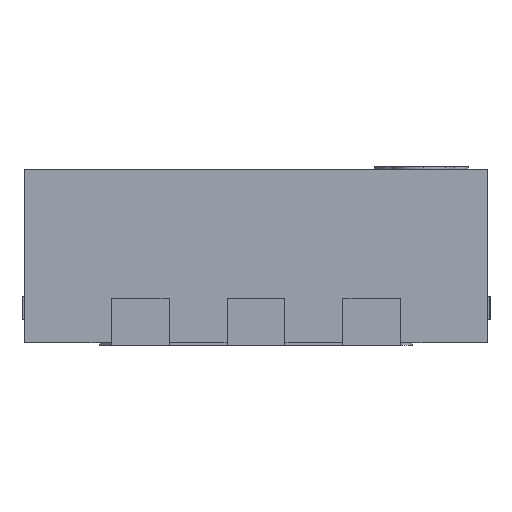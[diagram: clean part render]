
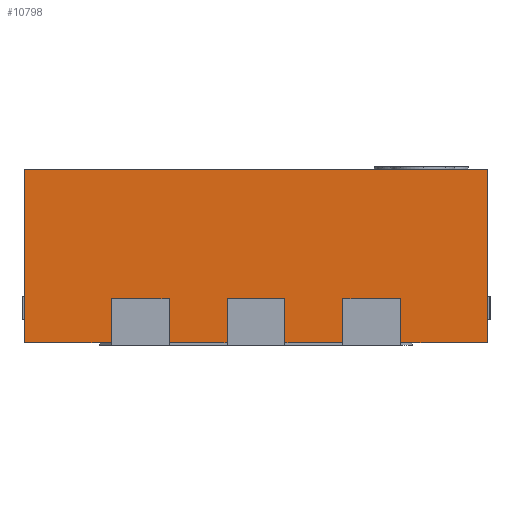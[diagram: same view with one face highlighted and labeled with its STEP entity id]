
A CAD part, front view. The second image highlights one B-rep face of the part: STEP entity #10798.
In plain terms, the highlighted planar face has unit normal (0, -1, 0).
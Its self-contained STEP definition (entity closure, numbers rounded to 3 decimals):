
#139 = ORIENTED_EDGE ( 'NONE', *, *, #10962, .T. ) ;
#144 = CARTESIAN_POINT ( 'NONE',  ( 1., -1.5, -0.75 ) ) ;
#148 = LINE ( 'NONE', #4655, #2503 ) ;
#325 = VECTOR ( 'NONE', #1658, 1000. ) ;
#515 = VECTOR ( 'NONE', #5239, 1000. ) ;
#527 = EDGE_CURVE ( 'NONE', #2985, #7950, #1575, .T. ) ;
#682 = ORIENTED_EDGE ( 'NONE', *, *, #3694, .T. ) ;
#713 = EDGE_CURVE ( 'NONE', #7112, #10094, #7039, .T. ) ;
#717 = CARTESIAN_POINT ( 'NONE',  ( -1., -1.5, -0.75 ) ) ;
#842 = VECTOR ( 'NONE', #9685, 1000. ) ;
#847 = VERTEX_POINT ( 'NONE', #4024 ) ;
#861 = VERTEX_POINT ( 'NONE', #14177 ) ;
#942 = VECTOR ( 'NONE', #13910, 1000. ) ;
#1084 = VERTEX_POINT ( 'NONE', #8317 ) ;
#1276 = ORIENTED_EDGE ( 'NONE', *, *, #527, .T. ) ;
#1372 = AXIS2_PLACEMENT_3D ( 'NONE', #12341, #11195, #12265 ) ;
#1538 = CARTESIAN_POINT ( 'NONE',  ( -1., -1.5, 0. ) ) ;
#1575 = LINE ( 'NONE', #10582, #325 ) ;
#1658 = DIRECTION ( 'NONE',  ( 1., 0., 0. ) ) ;
#1888 = CARTESIAN_POINT ( 'NONE',  ( -0.625, -1.5, -0.56 ) ) ;
#2030 = CARTESIAN_POINT ( 'NONE',  ( 0.125, -1.5, -0.56 ) ) ;
#2128 = VERTEX_POINT ( 'NONE', #8320 ) ;
#2257 = ORIENTED_EDGE ( 'NONE', *, *, #3725, .T. ) ;
#2312 = VECTOR ( 'NONE', #11603, 1000. ) ;
#2467 = ORIENTED_EDGE ( 'NONE', *, *, #9425, .T. ) ;
#2486 = CARTESIAN_POINT ( 'NONE',  ( 0.625, -1.5, -0.56 ) ) ;
#2503 = VECTOR ( 'NONE', #3648, 1000. ) ;
#2565 = VERTEX_POINT ( 'NONE', #1538 ) ;
#2679 = ORIENTED_EDGE ( 'NONE', *, *, #6986, .T. ) ;
#2751 = LINE ( 'NONE', #13859, #12652 ) ;
#2770 = VERTEX_POINT ( 'NONE', #2486 ) ;
#2868 = LINE ( 'NONE', #6403, #515 ) ;
#2985 = VERTEX_POINT ( 'NONE', #5328 ) ;
#3091 = EDGE_CURVE ( 'NONE', #2565, #8266, #7632, .T. ) ;
#3267 = LINE ( 'NONE', #13198, #4530 ) ;
#3373 = CARTESIAN_POINT ( 'NONE',  ( 1., -1.5, 0. ) ) ;
#3380 = VECTOR ( 'NONE', #9152, 1000. ) ;
#3431 = DIRECTION ( 'NONE',  ( 0., 0., 1. ) ) ;
#3518 = VERTEX_POINT ( 'NONE', #8630 ) ;
#3648 = DIRECTION ( 'NONE',  ( 1., 0., 0. ) ) ;
#3689 = VERTEX_POINT ( 'NONE', #7302 ) ;
#3694 = EDGE_CURVE ( 'NONE', #3518, #5097, #2751, .T. ) ;
#3725 = EDGE_CURVE ( 'NONE', #2770, #3518, #3267, .T. ) ;
#3985 = CARTESIAN_POINT ( 'NONE',  ( -0.375, -1.5, -0.76 ) ) ;
#3989 = DIRECTION ( 'NONE',  ( 1., 0., 0. ) ) ;
#4024 = CARTESIAN_POINT ( 'NONE',  ( -0.375, -1.5, -0.56 ) ) ;
#4158 = VECTOR ( 'NONE', #3989, 1000. ) ;
#4171 = EDGE_CURVE ( 'NONE', #1084, #7112, #6418, .T. ) ;
#4180 = CARTESIAN_POINT ( 'NONE',  ( -0.625, -1.5, -0.75 ) ) ;
#4530 = VECTOR ( 'NONE', #6361, 1000. ) ;
#4546 = CARTESIAN_POINT ( 'NONE',  ( 0.375, -1.5, -0.56 ) ) ;
#4655 = CARTESIAN_POINT ( 'NONE',  ( 0.625, -1.5, -0.56 ) ) ;
#4771 = DIRECTION ( 'NONE',  ( 0., 0., 1. ) ) ;
#4876 = ORIENTED_EDGE ( 'NONE', *, *, #4171, .T. ) ;
#4967 = LINE ( 'NONE', #3985, #2312 ) ;
#4981 = EDGE_CURVE ( 'NONE', #2128, #3689, #5248, .T. ) ;
#5019 = LINE ( 'NONE', #12724, #9714 ) ;
#5024 = CARTESIAN_POINT ( 'NONE',  ( -0.625, -1.5, -0.76 ) ) ;
#5097 = VERTEX_POINT ( 'NONE', #8935 ) ;
#5239 = DIRECTION ( 'NONE',  ( 0., 0., 1. ) ) ;
#5248 = LINE ( 'NONE', #717, #4158 ) ;
#5328 = CARTESIAN_POINT ( 'NONE',  ( 0.125, -1.5, -0.75 ) ) ;
#5589 = PLANE ( 'NONE',  #1372 ) ;
#6196 = VECTOR ( 'NONE', #4771, 1000. ) ;
#6312 = ORIENTED_EDGE ( 'NONE', *, *, #14154, .T. ) ;
#6361 = DIRECTION ( 'NONE',  ( 0., 0., -1. ) ) ;
#6403 = CARTESIAN_POINT ( 'NONE',  ( 0.375, -1.5, -0.76 ) ) ;
#6418 = LINE ( 'NONE', #12966, #842 ) ;
#6440 = DIRECTION ( 'NONE',  ( 1., 0., 0. ) ) ;
#6509 = ORIENTED_EDGE ( 'NONE', *, *, #3091, .F. ) ;
#6561 = ORIENTED_EDGE ( 'NONE', *, *, #4981, .T. ) ;
#6703 = ORIENTED_EDGE ( 'NONE', *, *, #13058, .T. ) ;
#6704 = ORIENTED_EDGE ( 'NONE', *, *, #12109, .T. ) ;
#6986 = EDGE_CURVE ( 'NONE', #10094, #847, #7423, .T. ) ;
#7001 = EDGE_CURVE ( 'NONE', #847, #2128, #4967, .T. ) ;
#7039 = LINE ( 'NONE', #5024, #3380 ) ;
#7112 = VERTEX_POINT ( 'NONE', #4180 ) ;
#7216 = EDGE_LOOP ( 'NONE', ( #12010, #6561, #6704, #139, #11489, #1276, #6703, #6312, #2257, #682, #2467, #6509, #13214, #4876, #11804, #2679 ) ) ;
#7302 = CARTESIAN_POINT ( 'NONE',  ( -0.125, -1.5, -0.75 ) ) ;
#7423 = LINE ( 'NONE', #12674, #942 ) ;
#7538 = DIRECTION ( 'NONE',  ( 0., 0., 1. ) ) ;
#7632 = LINE ( 'NONE', #8719, #13992 ) ;
#7950 = VERTEX_POINT ( 'NONE', #9785 ) ;
#8005 = VERTEX_POINT ( 'NONE', #4546 ) ;
#8266 = VERTEX_POINT ( 'NONE', #3373 ) ;
#8317 = CARTESIAN_POINT ( 'NONE',  ( -1., -1.5, -0.75 ) ) ;
#8320 = CARTESIAN_POINT ( 'NONE',  ( -0.375, -1.5, -0.75 ) ) ;
#8627 = LINE ( 'NONE', #10914, #13943 ) ;
#8630 = CARTESIAN_POINT ( 'NONE',  ( 0.625, -1.5, -0.75 ) ) ;
#8719 = CARTESIAN_POINT ( 'NONE',  ( -1., -1.5, 0. ) ) ;
#8935 = CARTESIAN_POINT ( 'NONE',  ( 1., -1.5, -0.75 ) ) ;
#9048 = VECTOR ( 'NONE', #3431, 1000. ) ;
#9078 = VERTEX_POINT ( 'NONE', #13103 ) ;
#9152 = DIRECTION ( 'NONE',  ( 0., 0., 1. ) ) ;
#9425 = EDGE_CURVE ( 'NONE', #5097, #8266, #11264, .T. ) ;
#9685 = DIRECTION ( 'NONE',  ( 1., 0., 0. ) ) ;
#9714 = VECTOR ( 'NONE', #10327, 1000. ) ;
#9785 = CARTESIAN_POINT ( 'NONE',  ( 0.375, -1.5, -0.75 ) ) ;
#10094 = VERTEX_POINT ( 'NONE', #1888 ) ;
#10181 = DIRECTION ( 'NONE',  ( 1., 0., 0. ) ) ;
#10221 = LINE ( 'NONE', #12389, #6196 ) ;
#10327 = DIRECTION ( 'NONE',  ( 0., 0., -1. ) ) ;
#10582 = CARTESIAN_POINT ( 'NONE',  ( -1., -1.5, -0.75 ) ) ;
#10798 = ADVANCED_FACE ( 'NONE', ( #13497 ), #5589, .T. ) ;
#10813 = LINE ( 'NONE', #2030, #13669 ) ;
#10914 = CARTESIAN_POINT ( 'NONE',  ( -0.125, -1.5, -0.76 ) ) ;
#10962 = EDGE_CURVE ( 'NONE', #9078, #861, #10813, .T. ) ;
#11195 = DIRECTION ( 'NONE',  ( 0., -1., 0. ) ) ;
#11264 = LINE ( 'NONE', #144, #9048 ) ;
#11489 = ORIENTED_EDGE ( 'NONE', *, *, #11560, .T. ) ;
#11560 = EDGE_CURVE ( 'NONE', #861, #2985, #5019, .T. ) ;
#11603 = DIRECTION ( 'NONE',  ( 0., 0., -1. ) ) ;
#11804 = ORIENTED_EDGE ( 'NONE', *, *, #713, .T. ) ;
#12010 = ORIENTED_EDGE ( 'NONE', *, *, #7001, .T. ) ;
#12109 = EDGE_CURVE ( 'NONE', #3689, #9078, #8627, .T. ) ;
#12265 = DIRECTION ( 'NONE',  ( 0., 0., -1. ) ) ;
#12341 = CARTESIAN_POINT ( 'NONE',  ( -1., -1.5, -0.75 ) ) ;
#12389 = CARTESIAN_POINT ( 'NONE',  ( -1., -1.5, -0.75 ) ) ;
#12652 = VECTOR ( 'NONE', #10181, 1000. ) ;
#12674 = CARTESIAN_POINT ( 'NONE',  ( -0.375, -1.5, -0.56 ) ) ;
#12724 = CARTESIAN_POINT ( 'NONE',  ( 0.125, -1.5, -0.76 ) ) ;
#12966 = CARTESIAN_POINT ( 'NONE',  ( -1., -1.5, -0.75 ) ) ;
#13058 = EDGE_CURVE ( 'NONE', #7950, #8005, #2868, .T. ) ;
#13103 = CARTESIAN_POINT ( 'NONE',  ( -0.125, -1.5, -0.56 ) ) ;
#13198 = CARTESIAN_POINT ( 'NONE',  ( 0.625, -1.5, -0.76 ) ) ;
#13214 = ORIENTED_EDGE ( 'NONE', *, *, #14329, .F. ) ;
#13367 = DIRECTION ( 'NONE',  ( 1., 0., 0. ) ) ;
#13497 = FACE_OUTER_BOUND ( 'NONE', #7216, .T. ) ;
#13669 = VECTOR ( 'NONE', #6440, 1000. ) ;
#13859 = CARTESIAN_POINT ( 'NONE',  ( -1., -1.5, -0.75 ) ) ;
#13910 = DIRECTION ( 'NONE',  ( 1., 0., 0. ) ) ;
#13943 = VECTOR ( 'NONE', #7538, 1000. ) ;
#13992 = VECTOR ( 'NONE', #13367, 1000. ) ;
#14154 = EDGE_CURVE ( 'NONE', #8005, #2770, #148, .T. ) ;
#14177 = CARTESIAN_POINT ( 'NONE',  ( 0.125, -1.5, -0.56 ) ) ;
#14329 = EDGE_CURVE ( 'NONE', #1084, #2565, #10221, .T. ) ;
